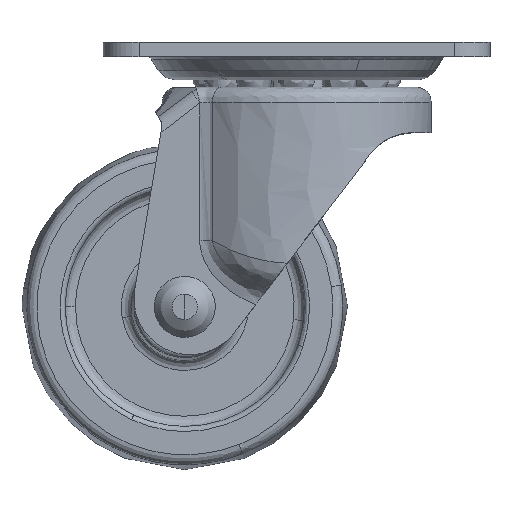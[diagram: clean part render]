
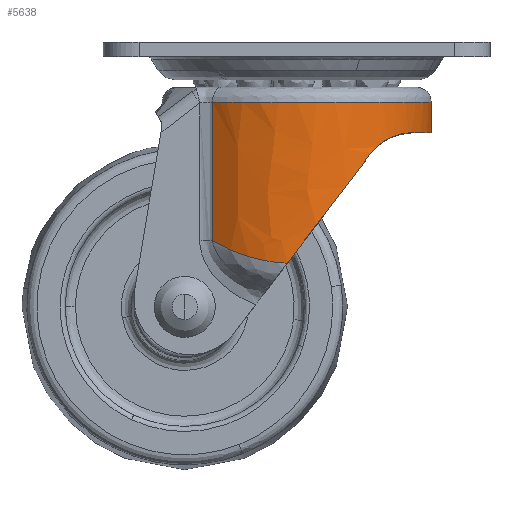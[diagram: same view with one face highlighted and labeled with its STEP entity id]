
A CAD part, front view. The second image highlights one B-rep face of the part: STEP entity #5638.
In plain terms, the highlighted free-form (B-spline) face has degree [1, 2] with [2, 7] control points.
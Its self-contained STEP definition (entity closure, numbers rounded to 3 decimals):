
#2240=CARTESIAN_POINT('',(-8.286,-10.339,-5.9));
#2241=VERTEX_POINT('',#2240);
#2300=CARTESIAN_POINT('',(-8.286,10.339,-5.9));
#2301=VERTEX_POINT('',#2300);
#2335=CARTESIAN_POINT('',(-8.286,10.339,-5.9));
#2336=CARTESIAN_POINT('',(1.323,18.04,-5.9));
#2337=CARTESIAN_POINT('',(9.706,9.02,-5.9));
#2338=CARTESIAN_POINT('',(18.089,0.,-5.9));
#2339=CARTESIAN_POINT('',(9.706,-9.02,-5.9));
#2340=CARTESIAN_POINT('',(1.323,-18.04,-5.9));
#2341=CARTESIAN_POINT('',(-8.286,-10.339,-5.9));
#2349=(BOUNDED_CURVE()B_SPLINE_CURVE(2,(#2335,#2336,#2337,#2338,#2339,#2340,#2341),.UNSPECIFIED.,.F.,.U.)B_SPLINE_CURVE_WITH_KNOTS((3,2,2,3),(0.0,0.333,0.667,1.0),.UNSPECIFIED.)CURVE()GEOMETRIC_REPRESENTATION_ITEM()RATIONAL_B_SPLINE_CURVE((1.0,0.733,1.0,0.733,1.0,0.733,1.0))REPRESENTATION_ITEM(''));
#2350=EDGE_CURVE('',#2301,#2241,#2349,.T.);
#2645=CARTESIAN_POINT('',(-8.286,10.339,-19.487));
#2646=VERTEX_POINT('',#2645);
#2647=CARTESIAN_POINT('',(-8.286,10.339,-19.487));
#2648=CARTESIAN_POINT('',(-8.286,10.339,-5.9));
#2649=QUASI_UNIFORM_CURVE('',1,(#2647,#2648),.UNSPECIFIED.,.F.,.U.);
#2650=EDGE_CURVE('',#2646,#2301,#2649,.T.);
#3556=CARTESIAN_POINT('',(-8.286,-10.339,-19.487));
#3557=VERTEX_POINT('',#3556);
#3664=CARTESIAN_POINT('',(-8.286,-10.339,-5.9));
#3665=CARTESIAN_POINT('',(-8.286,-10.339,-19.487));
#3666=QUASI_UNIFORM_CURVE('',1,(#3664,#3665),.UNSPECIFIED.,.F.,.U.);
#3667=EDGE_CURVE('',#2241,#3557,#3666,.T.);
#4699=CARTESIAN_POINT('',(-0.933,-13.217,-21.714));
#4700=VERTEX_POINT('',#4699);
#4701=CARTESIAN_POINT('',(-8.286,-10.339,-19.487));
#4702=CARTESIAN_POINT('',(-5.059,-12.926,-21.488));
#4703=CARTESIAN_POINT('',(-0.933,-13.217,-21.714));
#4711=(BOUNDED_CURVE()B_SPLINE_CURVE(2,(#4701,#4702,#4703),.UNSPECIFIED.,.F.,.U.)CURVE()GEOMETRIC_REPRESENTATION_ITEM()QUASI_UNIFORM_CURVE()RATIONAL_B_SPLINE_CURVE((1.0,0.955,1.0))REPRESENTATION_ITEM(''));
#4712=EDGE_CURVE('',#3557,#4700,#4711,.T.);
#4971=CARTESIAN_POINT('',(-0.933,13.217,-21.714));
#4972=VERTEX_POINT('',#4971);
#5001=CARTESIAN_POINT('',(-0.933,13.217,-21.714));
#5002=CARTESIAN_POINT('',(-5.059,12.926,-21.488));
#5003=CARTESIAN_POINT('',(-8.286,10.339,-19.487));
#5011=(BOUNDED_CURVE()B_SPLINE_CURVE(2,(#5001,#5002,#5003),.UNSPECIFIED.,.F.,.U.)CURVE()GEOMETRIC_REPRESENTATION_ITEM()QUASI_UNIFORM_CURVE()RATIONAL_B_SPLINE_CURVE((1.0,0.955,1.0))REPRESENTATION_ITEM(''));
#5012=EDGE_CURVE('',#4972,#2646,#5011,.T.);
#5128=CARTESIAN_POINT('',(11.3,6.919,-8.9));
#5129=VERTEX_POINT('',#5128);
#5130=CARTESIAN_POINT('',(11.3,-6.919,-8.9));
#5131=VERTEX_POINT('',#5130);
#5132=CARTESIAN_POINT('',(11.3,6.919,-8.9));
#5133=CARTESIAN_POINT('',(15.537,0.,-8.9));
#5134=CARTESIAN_POINT('',(11.3,-6.919,-8.9));
#5142=(BOUNDED_CURVE()B_SPLINE_CURVE(2,(#5132,#5133,#5134),.UNSPECIFIED.,.F.,.U.)CURVE()GEOMETRIC_REPRESENTATION_ITEM()QUASI_UNIFORM_CURVE()RATIONAL_B_SPLINE_CURVE((1.0,0.853,1.0))REPRESENTATION_ITEM(''));
#5143=EDGE_CURVE('',#5129,#5131,#5142,.T.);
#5221=CARTESIAN_POINT('',(7.322,11.043,-10.871));
#5222=VERTEX_POINT('',#5221);
#5228=CARTESIAN_POINT('',(11.3,6.919,-8.9));
#5229=CARTESIAN_POINT('',(11.025,7.368,-8.9));
#5230=CARTESIAN_POINT('',(10.726,7.796,-8.922));
#5231=CARTESIAN_POINT('',(10.244,8.407,-9.01));
#5232=CARTESIAN_POINT('',(10.078,8.606,-9.048));
#5233=CARTESIAN_POINT('',(9.821,8.895,-9.123));
#5234=CARTESIAN_POINT('',(9.734,8.991,-9.151));
#5235=CARTESIAN_POINT('',(9.559,9.177,-9.212));
#5236=CARTESIAN_POINT('',(9.47,9.268,-9.246));
#5237=CARTESIAN_POINT('',(9.205,9.534,-9.356));
#5238=CARTESIAN_POINT('',(9.026,9.703,-9.442));
#5239=CARTESIAN_POINT('',(8.757,9.945,-9.594));
#5240=CARTESIAN_POINT('',(8.667,10.023,-9.648));
#5241=CARTESIAN_POINT('',(8.487,10.176,-9.765));
#5242=CARTESIAN_POINT('',(8.397,10.25,-9.828));
#5243=CARTESIAN_POINT('',(8.131,10.464,-10.026));
#5244=CARTESIAN_POINT('',(7.959,10.595,-10.173));
#5245=CARTESIAN_POINT('',(7.629,10.835,-10.498));
#5246=CARTESIAN_POINT('',(7.471,10.945,-10.676));
#5247=CARTESIAN_POINT('',(7.322,11.043,-10.871));
#5248=B_SPLINE_CURVE_WITH_KNOTS('',3,(#5228,#5229,#5230,#5231,#5232,#5233,#5234,#5235,#5236,#5237,#5238,#5239,#5240,#5241,#5242,#5243,#5244,#5245,#5246,#5247),.UNSPECIFIED.,.F.,.U.,(4,2,2,2,2,2,2,2,2,4),(0.0,0.25,0.375,0.438,0.5,0.625,0.688,0.75,0.875,1.0),.UNSPECIFIED.);
#5249=EDGE_CURVE('',#5129,#5222,#5248,.T.);
#5335=CARTESIAN_POINT('',(-0.933,13.217,-21.714));
#5336=CARTESIAN_POINT('',(3.564,13.535,-15.807));
#5337=CARTESIAN_POINT('',(7.322,11.043,-10.871));
#5345=(BOUNDED_CURVE()B_SPLINE_CURVE(2,(#5335,#5336,#5337),.UNSPECIFIED.,.F.,.U.)CURVE()GEOMETRIC_REPRESENTATION_ITEM()QUASI_UNIFORM_CURVE()RATIONAL_B_SPLINE_CURVE((1.0,0.947,1.0))REPRESENTATION_ITEM(''));
#5346=EDGE_CURVE('',#4972,#5222,#5345,.T.);
#5381=CARTESIAN_POINT('',(7.322,-11.043,-10.871));
#5382=VERTEX_POINT('',#5381);
#5416=CARTESIAN_POINT('',(7.322,-11.043,-10.871));
#5417=CARTESIAN_POINT('',(7.471,-10.945,-10.676));
#5418=CARTESIAN_POINT('',(7.629,-10.835,-10.498));
#5419=CARTESIAN_POINT('',(7.959,-10.595,-10.173));
#5420=CARTESIAN_POINT('',(8.131,-10.465,-10.026));
#5421=CARTESIAN_POINT('',(8.396,-10.251,-9.828));
#5422=CARTESIAN_POINT('',(8.486,-10.176,-9.765));
#5423=CARTESIAN_POINT('',(8.666,-10.024,-9.649));
#5424=CARTESIAN_POINT('',(8.756,-9.945,-9.594));
#5425=CARTESIAN_POINT('',(9.026,-9.703,-9.442));
#5426=CARTESIAN_POINT('',(9.205,-9.533,-9.356));
#5427=CARTESIAN_POINT('',(9.472,-9.266,-9.245));
#5428=CARTESIAN_POINT('',(9.56,-9.175,-9.211));
#5429=CARTESIAN_POINT('',(9.736,-8.988,-9.15));
#5430=CARTESIAN_POINT('',(9.823,-8.893,-9.122));
#5431=CARTESIAN_POINT('',(10.08,-8.604,-9.048));
#5432=CARTESIAN_POINT('',(10.246,-8.406,-9.01));
#5433=CARTESIAN_POINT('',(10.726,-7.796,-8.922));
#5434=CARTESIAN_POINT('',(11.025,-7.368,-8.9));
#5435=CARTESIAN_POINT('',(11.3,-6.919,-8.9));
#5436=B_SPLINE_CURVE_WITH_KNOTS('',3,(#5416,#5417,#5418,#5419,#5420,#5421,#5422,#5423,#5424,#5425,#5426,#5427,#5428,#5429,#5430,#5431,#5432,#5433,#5434,#5435),.UNSPECIFIED.,.F.,.U.,(4,2,2,2,2,2,2,2,2,4),(0.0,0.125,0.25,0.313,0.375,0.5,0.563,0.625,0.75,1.0),.UNSPECIFIED.);
#5437=EDGE_CURVE('',#5382,#5131,#5436,.T.);
#5529=CARTESIAN_POINT('',(7.322,-11.043,-10.871));
#5530=CARTESIAN_POINT('',(3.564,-13.535,-15.807));
#5531=CARTESIAN_POINT('',(-0.933,-13.217,-21.714));
#5539=(BOUNDED_CURVE()B_SPLINE_CURVE(2,(#5529,#5530,#5531),.UNSPECIFIED.,.F.,.U.)CURVE()GEOMETRIC_REPRESENTATION_ITEM()QUASI_UNIFORM_CURVE()RATIONAL_B_SPLINE_CURVE((1.0,0.947,1.0))REPRESENTATION_ITEM(''));
#5540=EDGE_CURVE('',#5382,#4700,#5539,.T.);
#5604=CARTESIAN_POINT('',(-8.729,9.968,-22.109));
#5605=CARTESIAN_POINT('',(-8.729,9.968,-5.495));
#5606=CARTESIAN_POINT('',(0.841,18.349,-22.109));
#5607=CARTESIAN_POINT('',(0.841,18.349,-5.495));
#5608=CARTESIAN_POINT('',(9.604,9.128,-22.109));
#5609=CARTESIAN_POINT('',(9.604,9.128,-5.495));
#5610=CARTESIAN_POINT('',(18.368,-0.093,-22.109));
#5611=CARTESIAN_POINT('',(18.368,-0.093,-5.495));
#5612=CARTESIAN_POINT('',(9.511,-9.225,-22.109));
#5613=CARTESIAN_POINT('',(9.511,-9.225,-5.495));
#5614=CARTESIAN_POINT('',(0.655,-18.356,-22.109));
#5615=CARTESIAN_POINT('',(0.655,-18.356,-5.495));
#5616=CARTESIAN_POINT('',(-8.83,-9.879,-22.109));
#5617=CARTESIAN_POINT('',(-8.83,-9.879,-5.495));
#5625=(BOUNDED_SURFACE()B_SPLINE_SURFACE(1,2,((#5604,#5606,#5608,#5610,#5612,#5614,#5616),(#5605,#5607,#5609,#5611,#5613,#5615,#5617)),.UNSPECIFIED.,.F.,.F.,.U.)B_SPLINE_SURFACE_WITH_KNOTS((2,2),(3,2,2,3),(0.0,16.614),(0.0,21.324,42.648,63.971),.UNSPECIFIED.)GEOMETRIC_REPRESENTATION_ITEM()RATIONAL_B_SPLINE_SURFACE(((1.0,0.721,1.0,0.721,1.0,0.721,1.0),(1.0,0.721,1.0,0.721,1.0,0.721,1.0)))REPRESENTATION_ITEM('')SURFACE());
#5626=ORIENTED_EDGE('',*,*,#2650,.T.);
#5627=ORIENTED_EDGE('',*,*,#2350,.T.);
#5628=ORIENTED_EDGE('',*,*,#3667,.T.);
#5629=ORIENTED_EDGE('',*,*,#4712,.T.);
#5630=ORIENTED_EDGE('',*,*,#5540,.F.);
#5631=ORIENTED_EDGE('',*,*,#5437,.T.);
#5632=ORIENTED_EDGE('',*,*,#5143,.F.);
#5633=ORIENTED_EDGE('',*,*,#5249,.T.);
#5634=ORIENTED_EDGE('',*,*,#5346,.F.);
#5635=ORIENTED_EDGE('',*,*,#5012,.T.);
#5636=EDGE_LOOP('',(#5626,#5627,#5628,#5629,#5630,#5631,#5632,#5633,#5634,#5635));
#5637=FACE_OUTER_BOUND('',#5636,.T.);
#5638=ADVANCED_FACE('',(#5637),#5625,.T.);
